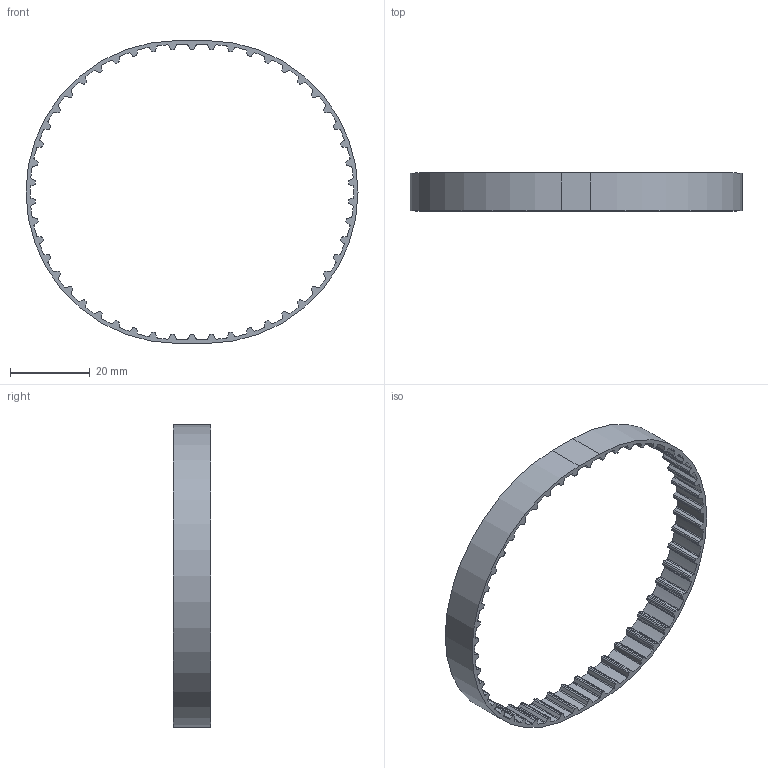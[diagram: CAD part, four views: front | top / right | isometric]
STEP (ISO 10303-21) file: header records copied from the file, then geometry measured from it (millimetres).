
FILE_DESCRIPTION (( 'STEP AP214' ), '1' );
FILE_NAME ('100XL037NG.step', '2015-04-08T23:01:13', ( '' ), ( '' ), 'SwSTEP 2.0', 'SolidWorks 2014', '' );
FILE_SCHEMA (( 'AUTOMOTIVE_DESIGN' ));
Length unit declared in the file: inch
Products named in the file (1): 100XL037NG
Bounding box: 83.51 x 9.53 x 76.2 mm (x, y, z)
Volume: 3320.5 mm3; surface area: 6142.5 mm2
Topology: 1 solids, 1 shells, 441 faces, 1317 edges, 878 vertices
Faces by surface type: cylinder 283, plane 158
Entity records: 15121 total; most frequent: DIRECTION 2767, CARTESIAN_POINT 2637, ORIENTED_EDGE 2634, EDGE_CURVE 1317, AXIS2_PLACEMENT_3D 1008, VERTEX_POINT 878, VECTOR 751, LINE 751
